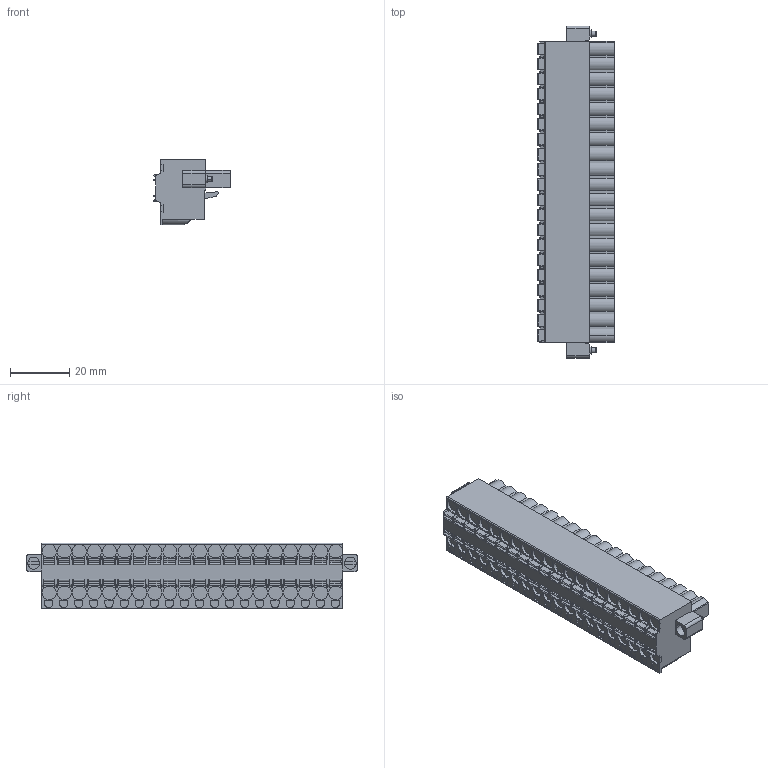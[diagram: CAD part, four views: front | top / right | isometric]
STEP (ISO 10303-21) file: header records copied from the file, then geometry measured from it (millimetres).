
FILE_DESCRIPTION((''),'2;1');
FILE_NAME('000','2024-10-11T15:31:37',('tluser'),(''),'CREO PARAMETRIC BY PTC INC, 2018100','CREO PARAMETRIC BY PTC INC, 2018100','');
FILE_SCHEMA(('CONFIG_CONTROL_DESIGN'));
Length unit declared in the file: millimetre
Products named in the file (1): 000
Bounding box: 25.72 x 111.76 x 22.1 mm (x, y, z)
Volume: 37091.7 mm3; surface area: 13767.4 mm2
Topology: 1 solids, 1 shells, 1623 faces, 4342 edges, 2882 vertices
Faces by surface type: plane 985, cylinder 626, cone 4, torus 4, bspline 4
Entity records: 51005 total; most frequent: CARTESIAN_POINT 9382, DIRECTION 8684, ORIENTED_EDGE 8676, EDGE_CURVE 4338, VECTOR 2998, LINE 2998, VERTEX_POINT 2882, AXIS2_PLACEMENT_3D 2843
